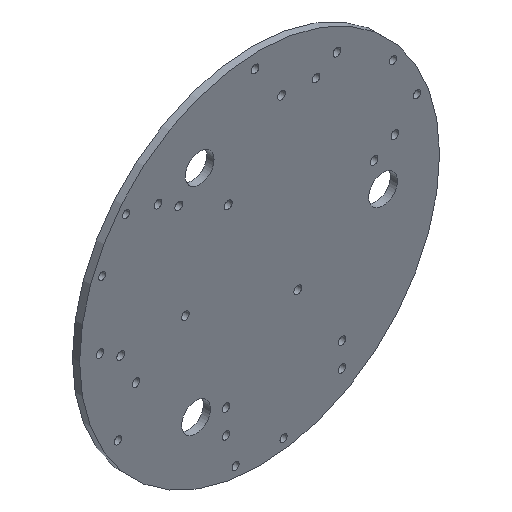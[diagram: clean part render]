
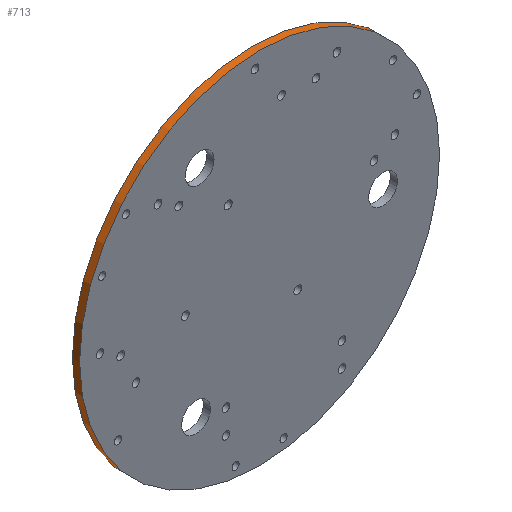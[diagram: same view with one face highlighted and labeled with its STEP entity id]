
A CAD part, isometric view. The second image highlights one B-rep face of the part: STEP entity #713.
In plain terms, the highlighted cylindrical face has radius 75 mm (diameter 150 mm), a full revolution.
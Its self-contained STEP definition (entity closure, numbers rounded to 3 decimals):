
#101=FACE_OUTER_BOUND('',#132,.T.);
#132=EDGE_LOOP('',(#588,#589,#590,#591));
#219=LINE('',#1231,#248);
#248=VECTOR('',#1039,75.);
#311=CIRCLE('',#821,75.);
#312=CIRCLE('',#822,75.);
#375=VERTEX_POINT('',#1228);
#376=VERTEX_POINT('',#1230);
#467=EDGE_CURVE('',#375,#375,#311,.T.);
#468=EDGE_CURVE('',#375,#376,#219,.T.);
#469=EDGE_CURVE('',#376,#376,#312,.T.);
#588=ORIENTED_EDGE('',*,*,#467,.F.);
#589=ORIENTED_EDGE('',*,*,#468,.T.);
#590=ORIENTED_EDGE('',*,*,#469,.T.);
#591=ORIENTED_EDGE('',*,*,#468,.F.);
#684=CYLINDRICAL_SURFACE('',#820,75.);
#713=ADVANCED_FACE('',(#101),#684,.T.);
#820=AXIS2_PLACEMENT_3D('',#1227,#1035,#1036);
#821=AXIS2_PLACEMENT_3D('',#1229,#1037,#1038);
#822=AXIS2_PLACEMENT_3D('',#1232,#1040,#1041);
#1035=DIRECTION('center_axis',(0.,1.,0.));
#1036=DIRECTION('ref_axis',(1.,0.,0.));
#1037=DIRECTION('center_axis',(0.,1.,0.));
#1038=DIRECTION('ref_axis',(1.,0.,0.));
#1039=DIRECTION('',(0.,-1.,0.));
#1040=DIRECTION('center_axis',(0.,1.,0.));
#1041=DIRECTION('ref_axis',(1.,0.,0.));
#1227=CARTESIAN_POINT('Origin',(0.,0.,0.));
#1228=CARTESIAN_POINT('',(-75.,3.,0.));
#1229=CARTESIAN_POINT('Origin',(0.,3.,0.));
#1230=CARTESIAN_POINT('',(-75.,0.,0.));
#1231=CARTESIAN_POINT('',(-75.,0.,0.));
#1232=CARTESIAN_POINT('Origin',(0.,0.,0.));
